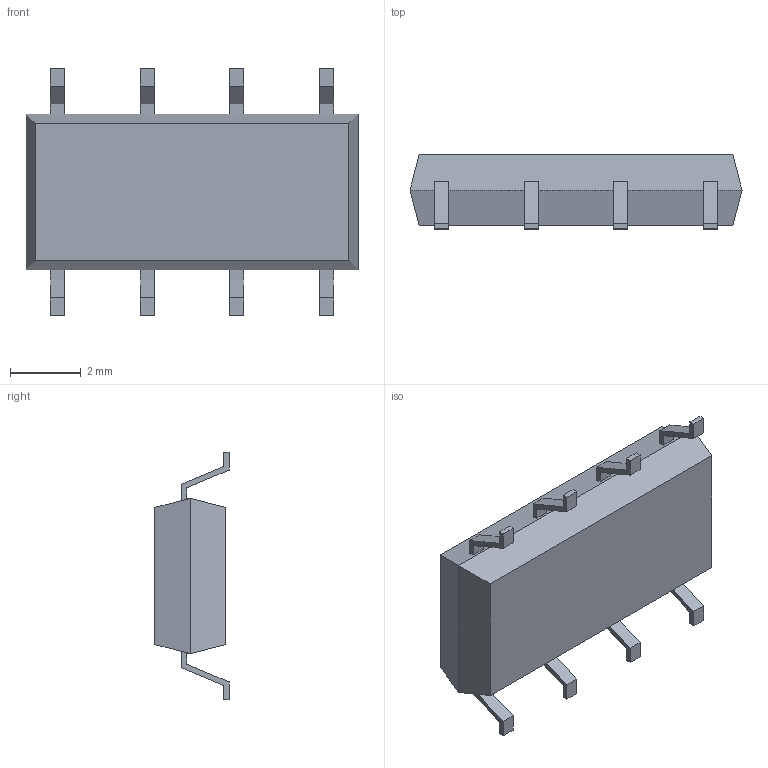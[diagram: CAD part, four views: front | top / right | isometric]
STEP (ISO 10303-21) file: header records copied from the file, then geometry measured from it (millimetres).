
FILE_DESCRIPTION (( 'STEP AP203' ), '1' );
FILE_NAME ('G3VM_62J1.step', '2014-06-25T06:26:38', ( 'OSMC1.0 ' ), ( ' ' ), 'SwSTEP 2.0', 'SolidWorks 2002025', '' );
FILE_SCHEMA (( 'CONFIG_CONTROL_DESIGN' ));
Length unit declared in the file: millimetre
Products named in the file (1): G3VM_62J1
Bounding box: 9.4 x 2.1 x 7 mm (x, y, z)
Volume: 76.7 mm3; surface area: 142.9 mm2
Topology: 1 solids, 1 shells, 85 faces, 218 edges, 144 vertices
Faces by surface type: plane 83, cylinder 2
Entity records: 2601 total; most frequent: CARTESIAN_POINT 448, ORIENTED_EDGE 436, DIRECTION 394, EDGE_CURVE 218, LINE 214, VECTOR 214, VERTEX_POINT 144, EDGE_LOOP 94
